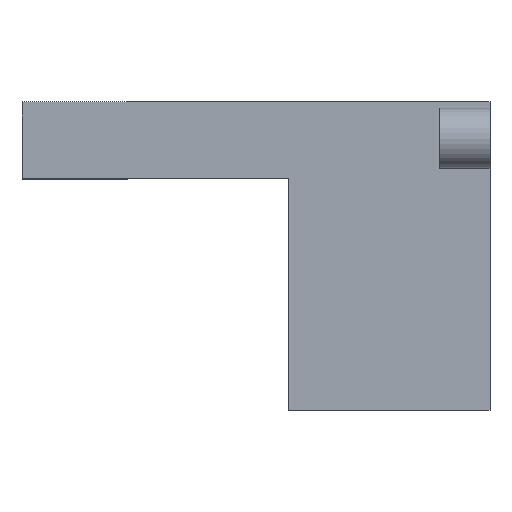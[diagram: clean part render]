
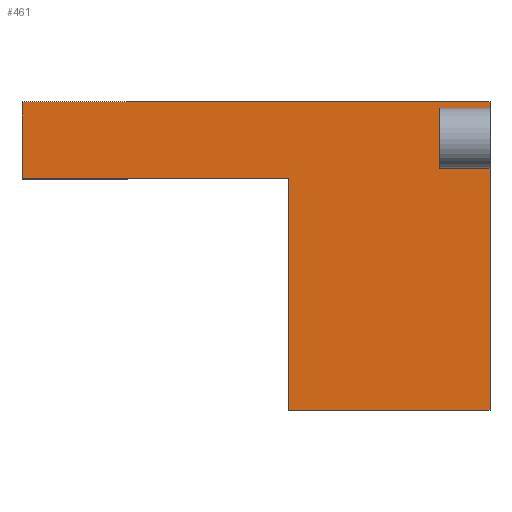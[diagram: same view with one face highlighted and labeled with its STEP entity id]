
A CAD part, top view. The second image highlights one B-rep face of the part: STEP entity #461.
In plain terms, the highlighted planar face has unit normal (0, 0, 1).
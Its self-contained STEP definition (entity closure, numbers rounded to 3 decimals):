
#35=FACE_OUTER_BOUND('',#60,.T.);
#60=EDGE_LOOP('',(#342,#343,#344,#345,#346,#347,#348,#349,#350,#351));
#103=LINE('',#692,#162);
#104=LINE('',#694,#163);
#105=LINE('',#696,#164);
#106=LINE('',#698,#165);
#107=LINE('',#700,#166);
#108=LINE('',#702,#167);
#109=LINE('',#704,#168);
#110=LINE('',#706,#169);
#111=LINE('',#708,#170);
#112=LINE('',#709,#171);
#162=VECTOR('',#567,10.);
#163=VECTOR('',#568,10.);
#164=VECTOR('',#569,10.);
#165=VECTOR('',#570,10.);
#166=VECTOR('',#571,10.);
#167=VECTOR('',#572,10.);
#168=VECTOR('',#573,10.);
#169=VECTOR('',#574,10.);
#170=VECTOR('',#575,10.);
#171=VECTOR('',#576,10.);
#213=VERTEX_POINT('',#690);
#214=VERTEX_POINT('',#691);
#215=VERTEX_POINT('',#693);
#216=VERTEX_POINT('',#695);
#217=VERTEX_POINT('',#697);
#218=VERTEX_POINT('',#699);
#219=VERTEX_POINT('',#701);
#220=VERTEX_POINT('',#703);
#221=VERTEX_POINT('',#705);
#222=VERTEX_POINT('',#707);
#263=EDGE_CURVE('',#213,#214,#103,.T.);
#264=EDGE_CURVE('',#214,#215,#104,.T.);
#265=EDGE_CURVE('',#215,#216,#105,.T.);
#266=EDGE_CURVE('',#216,#217,#106,.T.);
#267=EDGE_CURVE('',#217,#218,#107,.T.);
#268=EDGE_CURVE('',#218,#219,#108,.T.);
#269=EDGE_CURVE('',#219,#220,#109,.T.);
#270=EDGE_CURVE('',#220,#221,#110,.T.);
#271=EDGE_CURVE('',#221,#222,#111,.T.);
#272=EDGE_CURVE('',#222,#213,#112,.T.);
#342=ORIENTED_EDGE('',*,*,#263,.T.);
#343=ORIENTED_EDGE('',*,*,#264,.T.);
#344=ORIENTED_EDGE('',*,*,#265,.T.);
#345=ORIENTED_EDGE('',*,*,#266,.T.);
#346=ORIENTED_EDGE('',*,*,#267,.T.);
#347=ORIENTED_EDGE('',*,*,#268,.T.);
#348=ORIENTED_EDGE('',*,*,#269,.T.);
#349=ORIENTED_EDGE('',*,*,#270,.T.);
#350=ORIENTED_EDGE('',*,*,#271,.T.);
#351=ORIENTED_EDGE('',*,*,#272,.T.);
#438=PLANE('',#500);
#461=ADVANCED_FACE('',(#35),#438,.T.);
#500=AXIS2_PLACEMENT_3D('',#689,#565,#566);
#565=DIRECTION('center_axis',(0.,0.,1.));
#566=DIRECTION('ref_axis',(1.,0.,0.));
#567=DIRECTION('',(1.,0.,0.));
#568=DIRECTION('',(0.,1.,0.));
#569=DIRECTION('',(-1.,0.,0.));
#570=DIRECTION('',(0.,-1.,0.));
#571=DIRECTION('',(1.,0.,0.));
#572=DIRECTION('',(0.,-1.,0.));
#573=DIRECTION('',(1.,0.,0.));
#574=DIRECTION('',(0.,1.,0.));
#575=DIRECTION('',(-1.,0.,0.));
#576=DIRECTION('',(0.,1.,0.));
#689=CARTESIAN_POINT('Origin',(239.748,-176.687,111.));
#690=CARTESIAN_POINT('',(258.,-162.001,111.));
#691=CARTESIAN_POINT('',(263.,-162.001,111.));
#692=CARTESIAN_POINT('',(251.374,-162.001,111.));
#693=CARTESIAN_POINT('',(263.,-161.374,111.));
#694=CARTESIAN_POINT('',(263.,-161.374,111.));
#695=CARTESIAN_POINT('',(216.496,-161.374,111.));
#696=CARTESIAN_POINT('',(216.496,-161.374,111.));
#697=CARTESIAN_POINT('',(216.496,-169.,111.));
#698=CARTESIAN_POINT('',(216.496,-169.,111.));
#699=CARTESIAN_POINT('',(243.,-169.,111.));
#700=CARTESIAN_POINT('',(263.,-169.,111.));
#701=CARTESIAN_POINT('',(243.,-192.,111.));
#702=CARTESIAN_POINT('',(243.,-169.,111.));
#703=CARTESIAN_POINT('',(263.,-192.,111.));
#704=CARTESIAN_POINT('',(243.,-192.,111.));
#705=CARTESIAN_POINT('',(263.,-168.,111.));
#706=CARTESIAN_POINT('',(263.,-161.374,111.));
#707=CARTESIAN_POINT('',(258.,-168.,111.));
#708=CARTESIAN_POINT('',(251.374,-168.,111.));
#709=CARTESIAN_POINT('',(258.,-176.687,111.));
